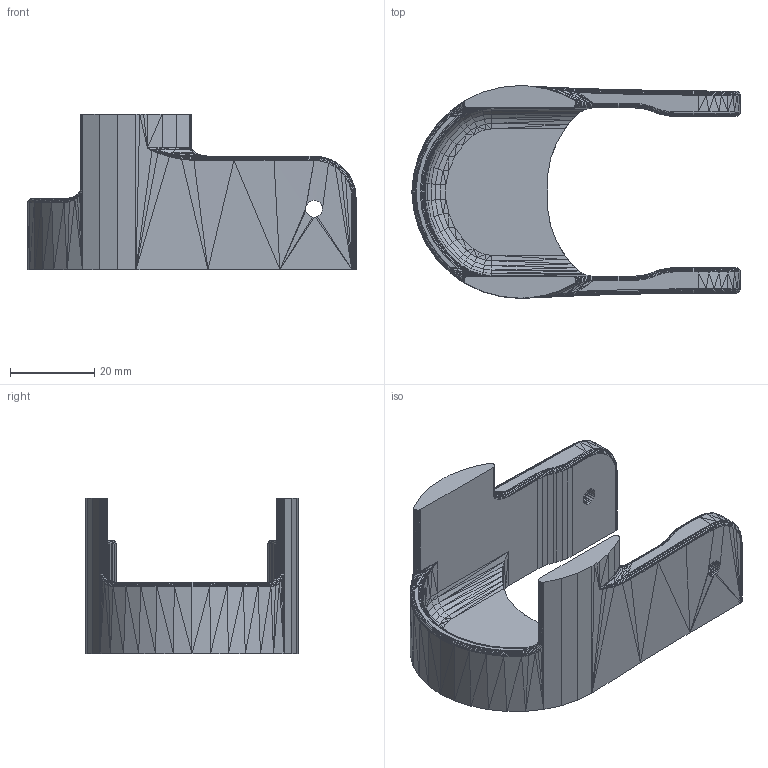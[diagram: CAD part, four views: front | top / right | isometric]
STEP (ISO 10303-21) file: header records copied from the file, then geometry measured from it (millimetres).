
FILE_DESCRIPTION(('STEP AP214'),'1');
FILE_NAME('.stp','2020-11-18T15:28:00',(' '),(' '),'Spatial InterOp 3D',' ',' ');
FILE_SCHEMA(('AUTOMOTIVE_DESIGN { 1 0 10303 214 1 1 1 1 }'));
Length unit declared in the file: metre
Products named in the file (1): Solid
Bounding box: 78 x 50.5 x 37 mm (x, y, z)
Volume: 27651 mm3; surface area: 13346.2 mm2
Topology: 1 solids, 1 shells, 2437 faces, 4109 edges, 1672 vertices
Faces by surface type: plane 2437
Entity records: 51568 total; most frequent: DIRECTION 8973, CARTESIAN_POINT 8207, ORIENTED_EDGE 8206, EDGE_CURVE 4103, LINE 4103, VECTOR 4103, EDGE_LOOP 2436, AXIS2_PLACEMENT_3D 2435
